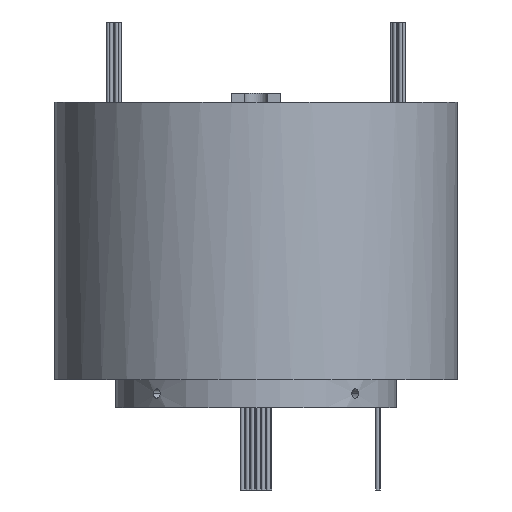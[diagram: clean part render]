
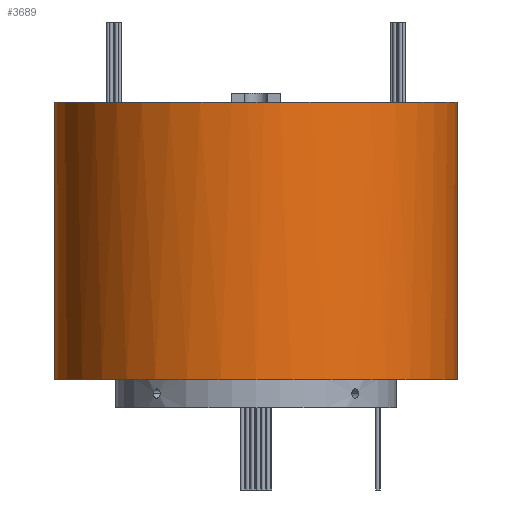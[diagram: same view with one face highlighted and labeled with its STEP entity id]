
A CAD part, front view. The second image highlights one B-rep face of the part: STEP entity #3689.
In plain terms, the highlighted cylindrical face has radius 107.5 mm (diameter 215 mm), a partial arc.
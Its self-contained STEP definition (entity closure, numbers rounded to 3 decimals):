
#105 = AXIS2_PLACEMENT_3D ( 'NONE', #3124, #992, #6896 ) ;
#332 = VERTEX_POINT ( 'NONE', #3627 ) ;
#350 = LINE ( 'NONE', #1779, #4308 ) ;
#369 = CARTESIAN_POINT ( 'NONE',  ( -13., -106.711, 163. ) ) ;
#830 = VERTEX_POINT ( 'NONE', #4050 ) ;
#850 = CARTESIAN_POINT ( 'NONE',  ( 13., -106.711, 163. ) ) ;
#942 = ORIENTED_EDGE ( 'NONE', *, *, #5020, .F. ) ;
#992 = DIRECTION ( 'NONE',  ( 0., 0., -1. ) ) ;
#1048 = CARTESIAN_POINT ( 'NONE',  ( 0., 0., 163. ) ) ;
#1128 = CARTESIAN_POINT ( 'NONE',  ( 0., 0., 163. ) ) ;
#1521 = AXIS2_PLACEMENT_3D ( 'NONE', #2063, #5805, #2592 ) ;
#1583 = DIRECTION ( 'NONE',  ( 1., 0., 0. ) ) ;
#1588 = LINE ( 'NONE', #3266, #5682 ) ;
#1661 = DIRECTION ( 'NONE',  ( 1., 0., 0. ) ) ;
#1727 = ORIENTED_EDGE ( 'NONE', *, *, #5236, .T. ) ;
#1779 = CARTESIAN_POINT ( 'NONE',  ( -107.5, 0., 163. ) ) ;
#2063 = CARTESIAN_POINT ( 'NONE',  ( 0., 0., 163. ) ) ;
#2207 = ORIENTED_EDGE ( 'NONE', *, *, #6177, .F. ) ;
#2317 = DIRECTION ( 'NONE',  ( 0., 0., -1. ) ) ;
#2329 = CARTESIAN_POINT ( 'NONE',  ( -107.5, 0., 15. ) ) ;
#2417 = EDGE_CURVE ( 'NONE', #6508, #3280, #6674, .T. ) ;
#2496 = ORIENTED_EDGE ( 'NONE', *, *, #2417, .F. ) ;
#2592 = DIRECTION ( 'NONE',  ( 1., 0., 0. ) ) ;
#2684 = CIRCLE ( 'NONE', #3744, 107.5 ) ;
#2735 = DIRECTION ( 'NONE',  ( 0., 0., 1. ) ) ;
#2809 = CARTESIAN_POINT ( 'NONE',  ( 107.5, 0., 15. ) ) ;
#3124 = CARTESIAN_POINT ( 'NONE',  ( 0., 0., 163. ) ) ;
#3135 = FACE_OUTER_BOUND ( 'NONE', #6470, .T. ) ;
#3266 = CARTESIAN_POINT ( 'NONE',  ( 107.5, 0., 163. ) ) ;
#3280 = VERTEX_POINT ( 'NONE', #850 ) ;
#3627 = CARTESIAN_POINT ( 'NONE',  ( -107.5, 0., 163. ) ) ;
#3689 = ADVANCED_FACE ( 'NONE', ( #3135 ), #5819, .T. ) ;
#3744 = AXIS2_PLACEMENT_3D ( 'NONE', #1128, #4882, #1661 ) ;
#3884 = EDGE_CURVE ( 'NONE', #332, #6263, #350, .T. ) ;
#4050 = CARTESIAN_POINT ( 'NONE',  ( 107.5, 0., 163. ) ) ;
#4308 = VECTOR ( 'NONE', #2317, 1000. ) ;
#4792 = VERTEX_POINT ( 'NONE', #2809 ) ;
#4796 = DIRECTION ( 'NONE',  ( 0., 0., 1. ) ) ;
#4878 = AXIS2_PLACEMENT_3D ( 'NONE', #1048, #4796, #1583 ) ;
#4882 = DIRECTION ( 'NONE',  ( 0., 0., 1. ) ) ;
#5020 = EDGE_CURVE ( 'NONE', #3280, #830, #5881, .T. ) ;
#5236 = EDGE_CURVE ( 'NONE', #6263, #4792, #6467, .T. ) ;
#5466 = AXIS2_PLACEMENT_3D ( 'NONE', #5947, #2735, #6488 ) ;
#5682 = VECTOR ( 'NONE', #5933, 1000. ) ;
#5805 = DIRECTION ( 'NONE',  ( 0., 0., 1. ) ) ;
#5819 = CYLINDRICAL_SURFACE ( 'NONE', #105, 107.5 ) ;
#5840 = ORIENTED_EDGE ( 'NONE', *, *, #6668, .F. ) ;
#5881 = CIRCLE ( 'NONE', #1521, 107.5 ) ;
#5933 = DIRECTION ( 'NONE',  ( 0., 0., -1. ) ) ;
#5947 = CARTESIAN_POINT ( 'NONE',  ( 0., 0., 15. ) ) ;
#6177 = EDGE_CURVE ( 'NONE', #332, #6508, #2684, .T. ) ;
#6263 = VERTEX_POINT ( 'NONE', #2329 ) ;
#6346 = ORIENTED_EDGE ( 'NONE', *, *, #3884, .T. ) ;
#6467 = CIRCLE ( 'NONE', #5466, 107.5 ) ;
#6470 = EDGE_LOOP ( 'NONE', ( #5840, #942, #2496, #2207, #6346, #1727 ) ) ;
#6488 = DIRECTION ( 'NONE',  ( 1., 0., 0. ) ) ;
#6508 = VERTEX_POINT ( 'NONE', #369 ) ;
#6668 = EDGE_CURVE ( 'NONE', #830, #4792, #1588, .T. ) ;
#6674 = CIRCLE ( 'NONE', #4878, 107.5 ) ;
#6896 = DIRECTION ( 'NONE',  ( -1., 0., 0. ) ) ;
